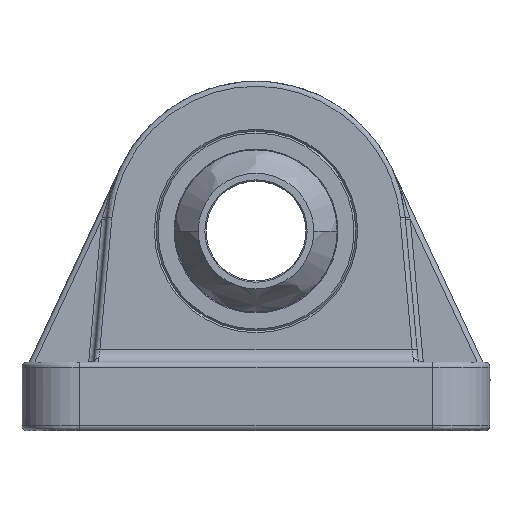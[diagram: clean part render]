
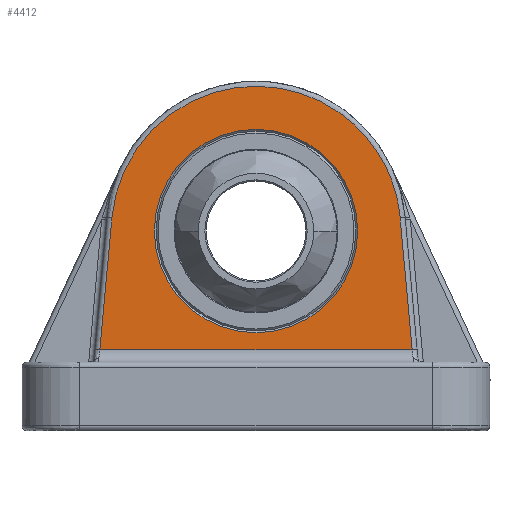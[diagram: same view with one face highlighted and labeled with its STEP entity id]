
A CAD part, left-side view. The second image highlights one B-rep face of the part: STEP entity #4412.
In plain terms, the highlighted planar face has unit normal (-1, 0, 0).
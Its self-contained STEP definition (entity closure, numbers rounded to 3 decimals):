
#43 = CARTESIAN_POINT ( 'NONE',  ( -7.5, 0., 48.3 ) ) ;
#44 = CARTESIAN_POINT ( 'NONE',  ( -7.5, -24.282, 21.104 ) ) ;
#114 = CARTESIAN_POINT ( 'NONE',  ( -7.5, 0., 15.7 ) ) ;
#140 = CARTESIAN_POINT ( 'NONE',  ( -7.5, 23.105, 34.092 ) ) ;
#579 = VERTEX_POINT ( 'NONE', #114 ) ;
#670 = EDGE_LOOP ( 'NONE', ( #1571, #4728 ) ) ;
#984 = EDGE_CURVE ( 'NONE', #15653, #15925, #17569, .T. ) ;
#1405 = VECTOR ( 'NONE', #5368, 1000. ) ;
#1480 = VERTEX_POINT ( 'NONE', #43 ) ;
#1571 = ORIENTED_EDGE ( 'NONE', *, *, #10664, .F. ) ;
#1851 = EDGE_CURVE ( 'NONE', #579, #1480, #1923, .T. ) ;
#1923 = CIRCLE ( 'NONE', #13139, 16.3 ) ;
#3600 = DIRECTION ( 'NONE',  ( 0., -0.09, -0.996 ) ) ;
#3976 = CARTESIAN_POINT ( 'NONE',  ( -7.5, 25.016, 13. ) ) ;
#4257 = EDGE_CURVE ( 'NONE', #8764, #15925, #21756, .T. ) ;
#4412 = ADVANCED_FACE ( 'NONE', ( #15951, #10764 ), #13290, .F. ) ;
#4728 = ORIENTED_EDGE ( 'NONE', *, *, #1851, .F. ) ;
#5342 = VECTOR ( 'NONE', #7471, 1000. ) ;
#5368 = DIRECTION ( 'NONE',  ( 0., -1., 0. ) ) ;
#6919 = ORIENTED_EDGE ( 'NONE', *, *, #17104, .F. ) ;
#7213 = CARTESIAN_POINT ( 'NONE',  ( -7.5, 19.575, 73.082 ) ) ;
#7471 = DIRECTION ( 'NONE',  ( 0., -0.09, 0.996 ) ) ;
#7691 = EDGE_LOOP ( 'NONE', ( #8971, #6919, #20548, #14581 ) ) ;
#8764 = VERTEX_POINT ( 'NONE', #20123 ) ;
#8944 = AXIS2_PLACEMENT_3D ( 'NONE', #13373, #10060, #11686 ) ;
#8971 = ORIENTED_EDGE ( 'NONE', *, *, #21530, .F. ) ;
#9971 = LINE ( 'NONE', #3976, #5342 ) ;
#10060 = DIRECTION ( 'NONE',  ( 1., 0., 0. ) ) ;
#10224 = CARTESIAN_POINT ( 'NONE',  ( -7.5, -23.105, 34.092 ) ) ;
#10644 = CARTESIAN_POINT ( 'NONE',  ( -7.5, 0., 32. ) ) ;
#10664 = EDGE_CURVE ( 'NONE', #1480, #579, #19106, .T. ) ;
#10764 = FACE_OUTER_BOUND ( 'NONE', #7691, .T. ) ;
#10977 = CARTESIAN_POINT ( 'NONE',  ( -7.5, 25.016, 13. ) ) ;
#11686 = DIRECTION ( 'NONE',  ( 0., 0., -1. ) ) ;
#12172 = CARTESIAN_POINT ( 'NONE',  ( -7.5, -25.016, 13. ) ) ;
#12377 = CARTESIAN_POINT ( 'NONE',  ( -7.5, 0., 13. ) ) ;
#13139 = AXIS2_PLACEMENT_3D ( 'NONE', #15367, #15574, #17127 ) ;
#13290 = PLANE ( 'NONE',  #8944 ) ;
#13373 = CARTESIAN_POINT ( 'NONE',  ( -7.5, 0., 29.165 ) ) ;
#13998 = DIRECTION ( 'NONE',  ( -1., 0., 0. ) ) ;
#14527 = CARTESIAN_POINT ( 'NONE',  ( -7.5, -19.575, 73.082 ) ) ;
#14581 = ORIENTED_EDGE ( 'NONE', *, *, #4257, .F. ) ;
#15367 = CARTESIAN_POINT ( 'NONE',  ( -7.5, 0., 32. ) ) ;
#15574 = DIRECTION ( 'NONE',  ( -1., 0., 0. ) ) ;
#15653 = VERTEX_POINT ( 'NONE', #10977 ) ;
#15821 =( BOUNDED_CURVE ( )  B_SPLINE_CURVE ( 3, ( #140, #7213, #14527, #10224 ),
 .UNSPECIFIED., .F., .F. ) 
 B_SPLINE_CURVE_WITH_KNOTS ( ( 4, 4 ),
 ( 0., 1. ),
 .UNSPECIFIED. ) 
 CURVE ( )  GEOMETRIC_REPRESENTATION_ITEM ( )  RATIONAL_B_SPLINE_CURVE ( ( 1., 0.393, 0.393, 1. ) ) 
 REPRESENTATION_ITEM ( '' )  );
#15908 = DIRECTION ( 'NONE',  ( 0., 0., 1. ) ) ;
#15925 = VERTEX_POINT ( 'NONE', #12172 ) ;
#15951 = FACE_BOUND ( 'NONE', #670, .T. ) ;
#16523 = CARTESIAN_POINT ( 'NONE',  ( -7.5, 23.105, 34.092 ) ) ;
#17104 = EDGE_CURVE ( 'NONE', #15653, #22291, #9971, .T. ) ;
#17127 = DIRECTION ( 'NONE',  ( 0., 0., 1. ) ) ;
#17569 = LINE ( 'NONE', #12377, #1405 ) ;
#18722 = AXIS2_PLACEMENT_3D ( 'NONE', #10644, #13998, #15908 ) ;
#19106 = CIRCLE ( 'NONE', #18722, 16.3 ) ;
#20123 = CARTESIAN_POINT ( 'NONE',  ( -7.5, -23.105, 34.092 ) ) ;
#20548 = ORIENTED_EDGE ( 'NONE', *, *, #984, .T. ) ;
#21486 = VECTOR ( 'NONE', #3600, 1000. ) ;
#21530 = EDGE_CURVE ( 'NONE', #22291, #8764, #15821, .T. ) ;
#21756 = LINE ( 'NONE', #44, #21486 ) ;
#22291 = VERTEX_POINT ( 'NONE', #16523 ) ;
